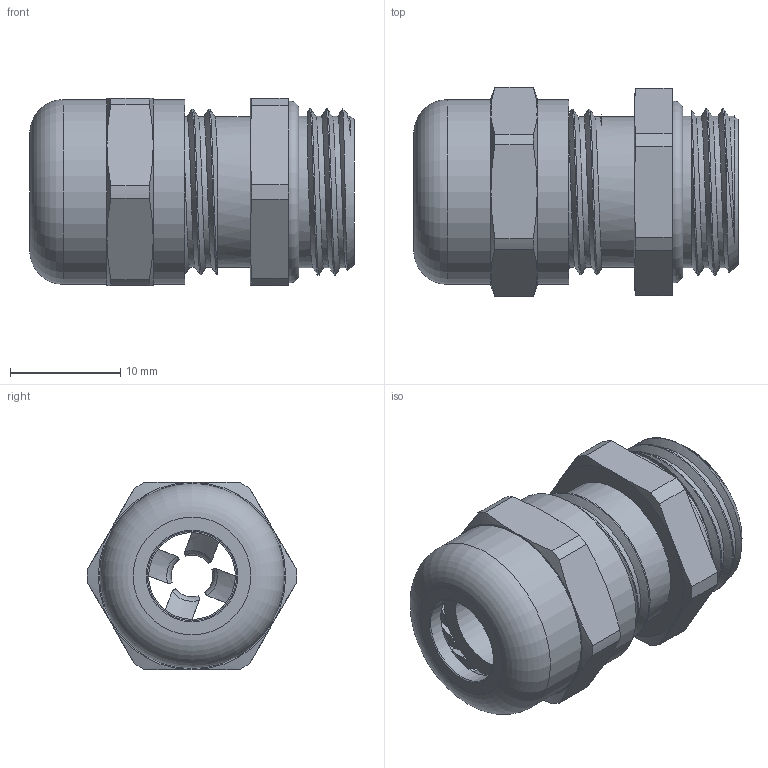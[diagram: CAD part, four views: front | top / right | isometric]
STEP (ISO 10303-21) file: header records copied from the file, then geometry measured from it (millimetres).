
FILE_DESCRIPTION(/* description */ ('Euro-Top-EMV 2. Gen. PG 9'),/* implementation_level */ '2;1');
FILE_NAME(/* name */ '61080409-RST.stp',/* time_stamp */ '2020-02-14T08:36:12+01:00',/* author */ ('sl'),/* organization */ (''),/* preprocessor_version */ 'ST-DEVELOPER v16.5',/* originating_system */ 'Autodesk Inventor 2017',/* authorisation */ '');
FILE_SCHEMA (('AUTOMOTIVE_DESIGN { 1 0 10303 214 3 1 1 }'));
Length unit declared in the file: millimetre
Products named in the file (7): 61080409; 61080409_1; 61080409_2; 61080409_3; 61080409_4; 61080409_5; 61080409_6
Assembly tree (6 placements, depth 2):
  61080409
    61080409_1
    61080409_2
    61080409_3
    61080409_4
    61080409_5
    61080409_6
Bounding box: 29.44 x 19.03 x 17 mm (x, y, z)
Volume: 3062.7 mm3; surface area: 6711.2 mm2
Topology: 6 solids, 6 shells, 355 faces, 974 edges, 635 vertices
Faces by surface type: plane 161, cylinder 113, cone 41, torus 34, bspline 6
Full cylindrical faces by diameter (mm): 7.87 x1, 8.1 x1, 8.25 x1, 10.43 x1, 10.89 x1, 11 x1, 11.02 x1, 11.3 x1, 11.9 x1, 12.36 x1, 12.44 x1, 13.69 x3, 13.7 x1, 13.75 x3, 15.26 x6, 16.35 x1, 16.77 x2
Entity records: 13755 total; most frequent: CARTESIAN_POINT 5139, ORIENTED_EDGE 1800, DIRECTION 1766, EDGE_CURVE 900, AXIS2_PLACEMENT_3D 701, VERTEX_POINT 600, EDGE_LOOP 388, LINE 364
